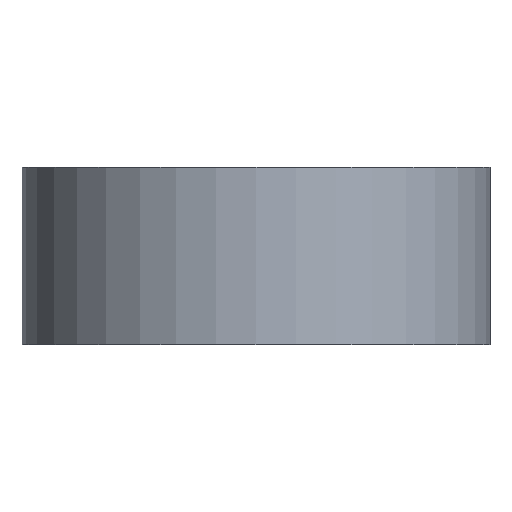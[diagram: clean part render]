
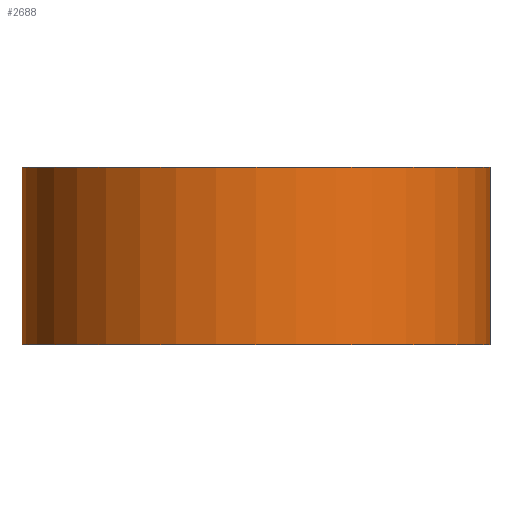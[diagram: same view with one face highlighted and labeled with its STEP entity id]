
A CAD part, front view. The second image highlights one B-rep face of the part: STEP entity #2688.
In plain terms, the highlighted cylindrical face has radius 58.42 mm (diameter 116.84 mm), a partial arc.
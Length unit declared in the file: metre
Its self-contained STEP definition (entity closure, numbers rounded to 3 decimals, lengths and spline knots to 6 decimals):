
#13=CYLINDRICAL_SURFACE('',#2917,0.05842);
#59=LINE('',#3850,#381);
#180=LINE('',#4234,#502);
#381=VECTOR('',#3080,1.);
#502=VECTOR('',#3355,1.);
#912=ORIENTED_EDGE('',*,*,#1706,.F.);
#913=ORIENTED_EDGE('',*,*,#1707,.T.);
#914=ORIENTED_EDGE('',*,*,#1515,.T.);
#915=ORIENTED_EDGE('',*,*,#1708,.F.);
#1515=EDGE_CURVE('',#1915,#1917,#59,.T.);
#1706=EDGE_CURVE('',#2103,#2101,#180,.T.);
#1707=EDGE_CURVE('',#2103,#1915,#2244,.F.);
#1708=EDGE_CURVE('',#2101,#1917,#2245,.T.);
#1915=VERTEX_POINT('',#3845);
#1917=VERTEX_POINT('',#3849);
#2101=VERTEX_POINT('',#4229);
#2103=VERTEX_POINT('',#4233);
#2244=CIRCLE('',#2918,0.05842);
#2245=CIRCLE('',#2919,0.05842);
#2278=EDGE_LOOP('',(#912,#913,#914,#915));
#2444=FACE_BOUND('',#2278,.T.);
#2688=ADVANCED_FACE('',(#2444),#13,.T.);
#2917=AXIS2_PLACEMENT_3D('',#4235,#3356,#3357);
#2918=AXIS2_PLACEMENT_3D('',#4236,#3358,#3359);
#2919=AXIS2_PLACEMENT_3D('',#4237,#3360,#3361);
#3080=DIRECTION('',(0.,0.,-1.));
#3355=DIRECTION('',(0.,0.,-1.));
#3356=DIRECTION('',(0.,0.,-1.));
#3357=DIRECTION('',(0.,1.,0.));
#3358=DIRECTION('',(0.,0.,1.));
#3359=DIRECTION('',(1.,0.,0.));
#3360=DIRECTION('',(0.,0.,-1.));
#3361=DIRECTION('',(0.,1.,0.));
#3845=CARTESIAN_POINT('',(-0.0381,0.044286,-0.04305));
#3849=CARTESIAN_POINT('',(-0.0381,0.044286,-0.08728));
#3850=CARTESIAN_POINT('',(-0.0381,0.044286,-0.043048));
#4229=CARTESIAN_POINT('',(0.0381,0.044286,-0.08728));
#4233=CARTESIAN_POINT('',(0.0381,0.044286,-0.04305));
#4234=CARTESIAN_POINT('',(0.0381,0.044286,-0.043048));
#4235=CARTESIAN_POINT('',(0.,0.,-0.043048));
#4236=CARTESIAN_POINT('',(0.,0.,-0.04305));
#4237=CARTESIAN_POINT('',(0.,0.,-0.08728));
